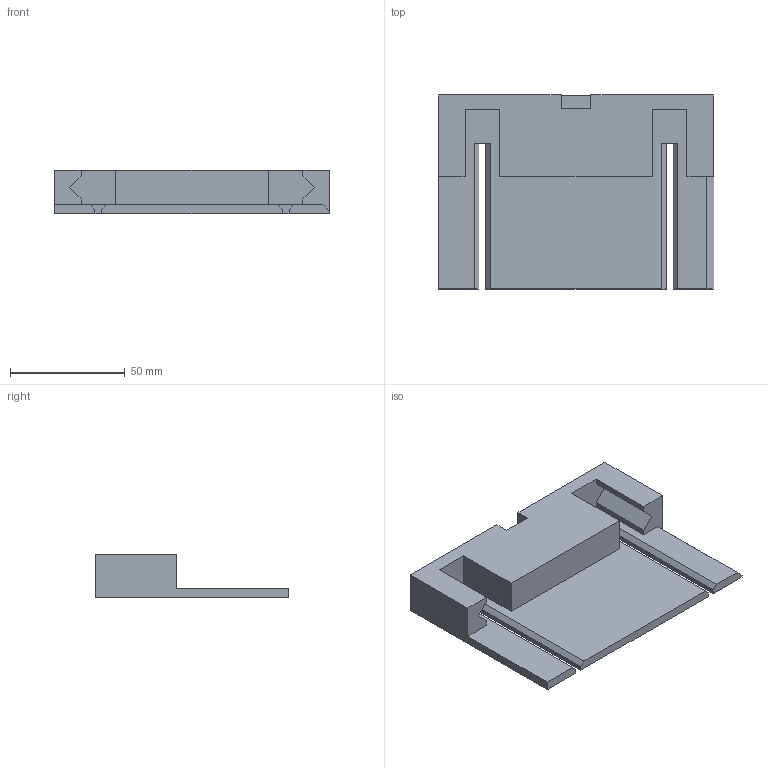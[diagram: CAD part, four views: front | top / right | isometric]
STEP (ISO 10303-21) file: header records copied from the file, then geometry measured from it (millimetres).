
FILE_DESCRIPTION(/* description */ (''),/* implementation_level */ '2;1');
FILE_NAME(/* name */ 'lock_body.step',/* time_stamp */ '2026-02-15T11:29:44-05:00',/* author */ (''),/* organization */ (''),/* preprocessor_version */ 'ST-DEVELOPER v20.1',/* originating_system */ 'Autodesk Translation Framework v14.24.0.0',/* authorisation */ '');
FILE_SCHEMA (('AUTOMOTIVE_DESIGN { 1 0 10303 214 3 1 1 }'));
Length unit declared in the file: millimetre
Products named in the file (1): locks
Bounding box: 120 x 84.45 x 19 mm (x, y, z)
Volume: 86634.1 mm3; surface area: 28593.9 mm2
Topology: 1 solids, 1 shells, 39 faces, 111 edges, 74 vertices
Faces by surface type: plane 39
Entity records: 1278 total; most frequent: CARTESIAN_POINT 225, ORIENTED_EDGE 222, DIRECTION 191, LINE 111, VECTOR 111, EDGE_CURVE 111, VERTEX_POINT 74, AXIS2_PLACEMENT_3D 40
